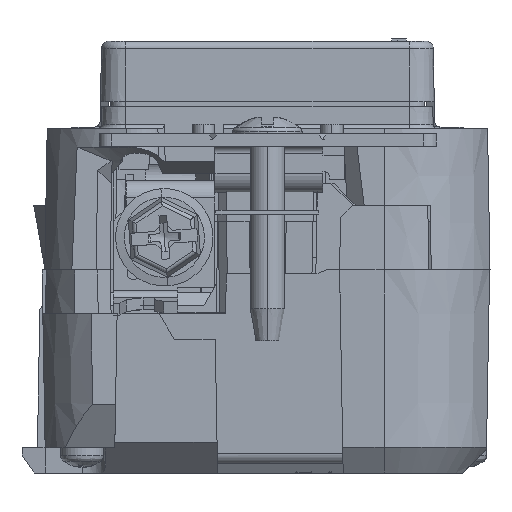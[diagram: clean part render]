
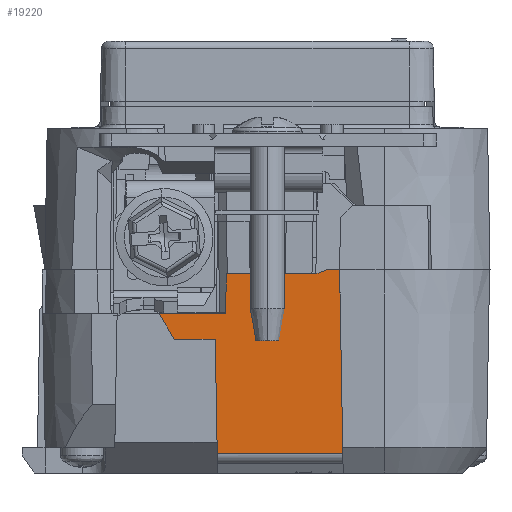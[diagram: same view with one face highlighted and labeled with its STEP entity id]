
A CAD part, front view. The second image highlights one B-rep face of the part: STEP entity #19220.
In plain terms, the highlighted planar face has unit normal (0, -1, -0.018).
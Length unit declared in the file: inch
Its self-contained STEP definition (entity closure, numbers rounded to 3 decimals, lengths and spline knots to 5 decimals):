
#1799 = DIRECTION ( 'NONE',  ( -0.017, -0.017, 1. ) ) ;
#3259 = ORIENTED_EDGE ( 'NONE', *, *, #242034, .F. ) ;
#4297 = VECTOR ( 'NONE', #90686, 39.37008 ) ;
#5817 = CARTESIAN_POINT ( 'NONE',  ( -0.20677, -1.34256, -0.29034 ) ) ;
#7170 = DIRECTION ( 'NONE',  ( 1., 0., 0. ) ) ;
#7511 = ORIENTED_EDGE ( 'NONE', *, *, #167155, .T. ) ;
#9839 = CARTESIAN_POINT ( 'NONE',  ( -0.72846, -1.33717, -0.59884 ) ) ;
#10834 = CARTESIAN_POINT ( 'NONE',  ( -0.15973, -1.343, -0.265 ) ) ;
#15344 = PLANE ( 'NONE',  #221676 ) ;
#18823 = ORIENTED_EDGE ( 'NONE', *, *, #235184, .T. ) ;
#19220 = ADVANCED_FACE ( 'NONE', ( #206907 ), #15344, .T. ) ;
#21047 = VERTEX_POINT ( 'NONE', #163944 ) ;
#21154 = CARTESIAN_POINT ( 'NONE',  ( -0.40371, -1.33978, -0.44962 ) ) ;
#27201 = CARTESIAN_POINT ( 'NONE',  ( 0.29346, -1.33081, -0.96362 ) ) ;
#27905 = CARTESIAN_POINT ( 'NONE',  ( -0.16244, -1.34029, -0.42 ) ) ;
#29221 = VERTEX_POINT ( 'NONE', #27905 ) ;
#33315 = CARTESIAN_POINT ( 'NONE',  ( -0.85, -1.34326, -0.25 ) ) ;
#39868 = LINE ( 'NONE', #21154, #161559 ) ;
#47281 = LINE ( 'NONE', #9839, #79443 ) ;
#50418 = LINE ( 'NONE', #199638, #222493 ) ;
#55923 = LINE ( 'NONE', #245216, #71331 ) ;
#57281 = CARTESIAN_POINT ( 'NONE',  ( -0.4215, -1.34029, -0.42 ) ) ;
#58493 = ORIENTED_EDGE ( 'NONE', *, *, #90836, .F. ) ;
#60908 = EDGE_CURVE ( 'NONE', #21047, #142978, #96986, .T. ) ;
#62622 = ORIENTED_EDGE ( 'NONE', *, *, #224396, .T. ) ;
#63274 = ORIENTED_EDGE ( 'NONE', *, *, #151539, .F. ) ;
#71331 = VECTOR ( 'NONE', #147419, 39.37008 ) ;
#72286 = DIRECTION ( 'NONE',  ( 0.017, -0.017, 1. ) ) ;
#73493 = CARTESIAN_POINT ( 'NONE',  ( -0.16017, -1.34256, -0.29034 ) ) ;
#78696 = DIRECTION ( 'NONE',  ( 0.515, 0.015, -0.857 ) ) ;
#79443 = VECTOR ( 'NONE', #140092, 39.37008 ) ;
#81505 = CARTESIAN_POINT ( 'NONE',  ( 0.18875, -1.343, -0.265 ) ) ;
#82129 = DIRECTION ( 'NONE',  ( -0.017, -0.017, 1. ) ) ;
#83923 = EDGE_LOOP ( 'NONE', ( #206410, #93346, #85769, #58493, #188214, #62622, #3259, #63274, #18823, #218179, #205934, #7511 ) ) ;
#84170 = VERTEX_POINT ( 'NONE', #27201 ) ;
#85769 = ORIENTED_EDGE ( 'NONE', *, *, #108191, .T. ) ;
#89584 = EDGE_CURVE ( 'NONE', #21047, #219368, #39868, .T. ) ;
#89960 = EDGE_CURVE ( 'NONE', #29221, #127885, #189920, .T. ) ;
#90637 = LINE ( 'NONE', #243609, #187309 ) ;
#90686 = DIRECTION ( 'NONE',  ( -0.017, -0.017, 1. ) ) ;
#90836 = EDGE_CURVE ( 'NONE', #215848, #177409, #177369, .T. ) ;
#93346 = ORIENTED_EDGE ( 'NONE', *, *, #89584, .T. ) ;
#95897 = LINE ( 'NONE', #33315, #178744 ) ;
#96986 = LINE ( 'NONE', #99422, #223728 ) ;
#97066 = VERTEX_POINT ( 'NONE', #138513 ) ;
#99422 = CARTESIAN_POINT ( 'NONE',  ( -0.42434, -1.34313, -0.25757 ) ) ;
#104399 = DIRECTION ( 'NONE',  ( -1., 0., 0. ) ) ;
#105734 = LINE ( 'NONE', #144574, #162519 ) ;
#108191 = EDGE_CURVE ( 'NONE', #219368, #177409, #55923, .T. ) ;
#108605 = VERTEX_POINT ( 'NONE', #81505 ) ;
#111981 = LINE ( 'NONE', #145869, #4297 ) ;
#127885 = VERTEX_POINT ( 'NONE', #10834 ) ;
#128502 = DIRECTION ( 'NONE',  ( 1., 0., 0. ) ) ;
#137114 = CARTESIAN_POINT ( 'NONE',  ( 0.281, -1.34326, -0.25 ) ) ;
#137342 = CARTESIAN_POINT ( 'NONE',  ( -0.20276, -1.33855, -0.52 ) ) ;
#138513 = CARTESIAN_POINT ( 'NONE',  ( 0.18849, -1.343, -0.265 ) ) ;
#140092 = DIRECTION ( 'NONE',  ( 0.94, -0.006, 0.342 ) ) ;
#142978 = VERTEX_POINT ( 'NONE', #57281 ) ;
#144574 = CARTESIAN_POINT ( 'NONE',  ( -0.85, -1.343, -0.265 ) ) ;
#144793 = CARTESIAN_POINT ( 'NONE',  ( 0.29398, -1.33081, -0.96362 ) ) ;
#145869 = CARTESIAN_POINT ( 'NONE',  ( 0.2817, -1.34256, -0.29034 ) ) ;
#147419 = DIRECTION ( 'NONE',  ( 1., 0., 0. ) ) ;
#149245 = DIRECTION ( 'NONE',  ( 0., 0.017, -1. ) ) ;
#149755 = VERTEX_POINT ( 'NONE', #235621 ) ;
#151539 = EDGE_CURVE ( 'NONE', #108605, #149755, #47281, .T. ) ;
#152043 = CARTESIAN_POINT ( 'NONE',  ( -0.36143, -1.33855, -0.52 ) ) ;
#161559 = VECTOR ( 'NONE', #78696, 39.37008 ) ;
#162519 = VECTOR ( 'NONE', #221102, 39.37008 ) ;
#163592 = LINE ( 'NONE', #144793, #241055 ) ;
#163944 = CARTESIAN_POINT ( 'NONE',  ( -0.4215, -1.34029, -0.42002 ) ) ;
#167155 = EDGE_CURVE ( 'NONE', #29221, #142978, #50418, .T. ) ;
#170548 = DIRECTION ( 'NONE',  ( 0., -1., -0.017 ) ) ;
#177369 = LINE ( 'NONE', #5817, #226186 ) ;
#177409 = VERTEX_POINT ( 'NONE', #137342 ) ;
#178744 = VECTOR ( 'NONE', #128502, 39.37008 ) ;
#187309 = VECTOR ( 'NONE', #207167, 39.37008 ) ;
#187329 = VERTEX_POINT ( 'NONE', #137114 ) ;
#188091 = CARTESIAN_POINT ( 'NONE',  ( -0.85, -1.343, -0.265 ) ) ;
#188214 = ORIENTED_EDGE ( 'NONE', *, *, #196239, .T. ) ;
#189920 = LINE ( 'NONE', #73493, #229757 ) ;
#196239 = EDGE_CURVE ( 'NONE', #215848, #84170, #163592, .T. ) ;
#199638 = CARTESIAN_POINT ( 'NONE',  ( -0.20747, -1.34029, -0.42 ) ) ;
#205934 = ORIENTED_EDGE ( 'NONE', *, *, #89960, .F. ) ;
#206410 = ORIENTED_EDGE ( 'NONE', *, *, #60908, .F. ) ;
#206907 = FACE_OUTER_BOUND ( 'NONE', #83923, .T. ) ;
#207167 = DIRECTION ( 'NONE',  ( -1., 0., 0. ) ) ;
#215344 = CARTESIAN_POINT ( 'NONE',  ( -0.19501, -1.33081, -0.96362 ) ) ;
#215848 = VERTEX_POINT ( 'NONE', #215344 ) ;
#218179 = ORIENTED_EDGE ( 'NONE', *, *, #232458, .F. ) ;
#219368 = VERTEX_POINT ( 'NONE', #152043 ) ;
#221102 = DIRECTION ( 'NONE',  ( 1., 0., 0. ) ) ;
#221676 = AXIS2_PLACEMENT_3D ( 'NONE', #188091, #170548, #149245 ) ;
#222493 = VECTOR ( 'NONE', #104399, 39.37008 ) ;
#223728 = VECTOR ( 'NONE', #1799, 39.37008 ) ;
#224396 = EDGE_CURVE ( 'NONE', #84170, #187329, #111981, .T. ) ;
#226186 = VECTOR ( 'NONE', #82129, 39.37008 ) ;
#229757 = VECTOR ( 'NONE', #72286, 39.37008 ) ;
#232458 = EDGE_CURVE ( 'NONE', #127885, #97066, #105734, .T. ) ;
#235184 = EDGE_CURVE ( 'NONE', #108605, #97066, #90637, .T. ) ;
#235621 = CARTESIAN_POINT ( 'NONE',  ( 0.22996, -1.34326, -0.25 ) ) ;
#241055 = VECTOR ( 'NONE', #7170, 39.37008 ) ;
#242034 = EDGE_CURVE ( 'NONE', #149755, #187329, #95897, .T. ) ;
#243609 = CARTESIAN_POINT ( 'NONE',  ( -0.85, -1.343, -0.265 ) ) ;
#245216 = CARTESIAN_POINT ( 'NONE',  ( -0.85, -1.33855, -0.52 ) ) ;
